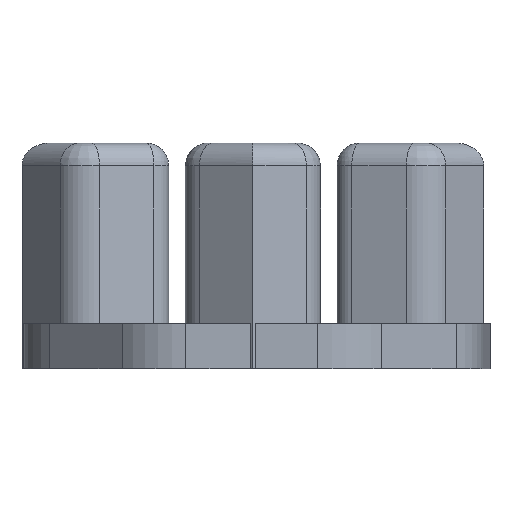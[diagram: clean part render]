
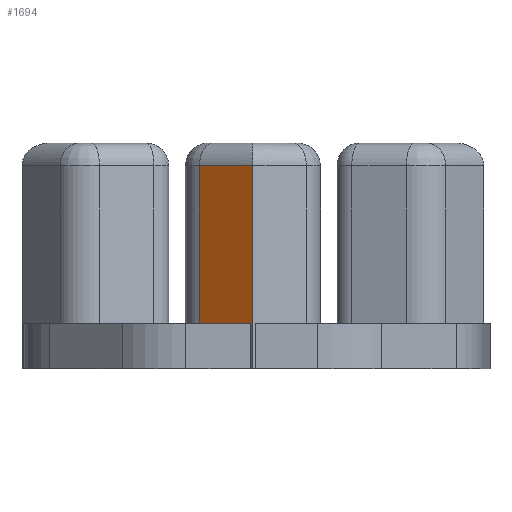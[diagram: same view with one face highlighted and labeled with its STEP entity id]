
A CAD part, front view. The second image highlights one B-rep face of the part: STEP entity #1694.
In plain terms, the highlighted planar face has unit normal (-0.581, -0.814, 0).
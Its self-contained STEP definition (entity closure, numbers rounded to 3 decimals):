
#460 = VERTEX_POINT('',#461);
#461 = CARTESIAN_POINT('',(-0.119,-10.148,2.));
#467 = EDGE_CURVE('',#460,#468,#470,.T.);
#468 = VERTEX_POINT('',#469);
#469 = CARTESIAN_POINT('',(-2.37,-8.542,2.));
#470 = LINE('',#471,#472);
#471 = CARTESIAN_POINT('',(-3.584,-7.676,2.));
#472 = VECTOR('',#473,1.);
#473 = DIRECTION('',(-0.814,0.581,0.));
#1121 = VERTEX_POINT('',#1122);
#1122 = CARTESIAN_POINT('',(-0.119,-10.148,
    0.));
#1487 = VERTEX_POINT('',#1488);
#1488 = CARTESIAN_POINT('',(0.,-10.233,
    0.));
#1494 = EDGE_CURVE('',#1487,#1495,#1497,.T.);
#1495 = VERTEX_POINT('',#1496);
#1496 = CARTESIAN_POINT('',(0.,-10.233,9.));
#1497 = LINE('',#1498,#1499);
#1498 = CARTESIAN_POINT('',(0.,-10.233,
    0.));
#1499 = VECTOR('',#1500,1.);
#1500 = DIRECTION('',(0.,0.,1.));
#1673 = EDGE_CURVE('',#468,#1674,#1676,.T.);
#1674 = VERTEX_POINT('',#1675);
#1675 = CARTESIAN_POINT('',(-2.37,-8.542,9.));
#1676 = LINE('',#1677,#1678);
#1677 = CARTESIAN_POINT('',(-2.37,-8.542,
    0.));
#1678 = VECTOR('',#1679,1.);
#1679 = DIRECTION('',(0.,0.,1.));
#1694 = ADVANCED_FACE('',(#1695),#1718,.F.);
#1695 = FACE_BOUND('',#1696,.F.);
#1696 = EDGE_LOOP('',(#1697,#1703,#1704,#1705,#1711,#1712));
#1697 = ORIENTED_EDGE('',*,*,#1698,.F.);
#1698 = EDGE_CURVE('',#460,#1121,#1699,.T.);
#1699 = LINE('',#1700,#1701);
#1700 = CARTESIAN_POINT('',(-0.119,-10.148,
    0.));
#1701 = VECTOR('',#1702,1.);
#1702 = DIRECTION('',(0.,0.,-1.));
#1703 = ORIENTED_EDGE('',*,*,#467,.T.);
#1704 = ORIENTED_EDGE('',*,*,#1673,.T.);
#1705 = ORIENTED_EDGE('',*,*,#1706,.T.);
#1706 = EDGE_CURVE('',#1674,#1495,#1707,.T.);
#1707 = LINE('',#1708,#1709);
#1708 = CARTESIAN_POINT('',(-2.37,-8.542,9.));
#1709 = VECTOR('',#1710,1.);
#1710 = DIRECTION('',(0.814,-0.581,0.
    ));
#1711 = ORIENTED_EDGE('',*,*,#1494,.F.);
#1712 = ORIENTED_EDGE('',*,*,#1713,.F.);
#1713 = EDGE_CURVE('',#1121,#1487,#1714,.T.);
#1714 = LINE('',#1715,#1716);
#1715 = CARTESIAN_POINT('',(-2.37,-8.542,
    0.));
#1716 = VECTOR('',#1717,1.);
#1717 = DIRECTION('',(0.814,-0.581,0.
    ));
#1718 = PLANE('',#1719);
#1719 = AXIS2_PLACEMENT_3D('',#1720,#1721,#1722);
#1720 = CARTESIAN_POINT('',(-2.37,-8.542,
    0.));
#1721 = DIRECTION('',(0.581,0.814,0.)
  );
#1722 = DIRECTION('',(0.814,-0.581,0.
    ));
